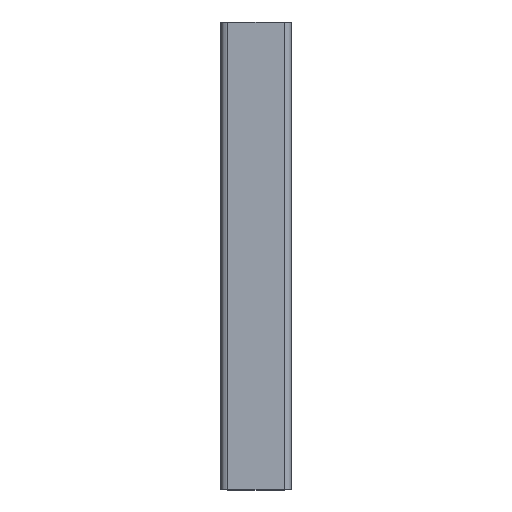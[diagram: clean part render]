
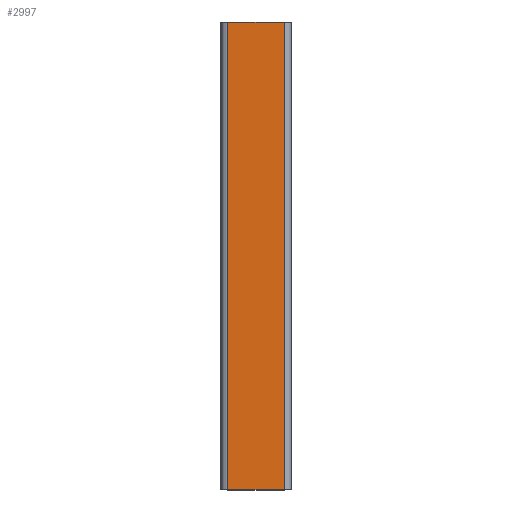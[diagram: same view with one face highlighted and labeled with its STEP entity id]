
A CAD part, top view. The second image highlights one B-rep face of the part: STEP entity #2997.
In plain terms, the highlighted planar face has unit normal (0, 0, 1).
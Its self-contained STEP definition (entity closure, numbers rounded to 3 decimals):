
#90=PLANE('',#3264);
#225=FACE_OUTER_BOUND('',#377,.T.);
#377=EDGE_LOOP('',(#2381,#2382,#2383,#2384));
#581=LINE('',#4690,#881);
#662=LINE('',#4933,#962);
#663=LINE('',#4935,#963);
#664=LINE('',#4936,#964);
#881=VECTOR('',#3778,200.);
#962=VECTOR('',#4033,24.);
#963=VECTOR('',#4034,200.);
#964=VECTOR('',#4035,24.);
#1331=VERTEX_POINT('',#4687);
#1332=VERTEX_POINT('',#4689);
#1407=VERTEX_POINT('',#4932);
#1408=VERTEX_POINT('',#4934);
#1696=EDGE_CURVE('',#1331,#1332,#581,.T.);
#1820=EDGE_CURVE('',#1331,#1407,#662,.T.);
#1821=EDGE_CURVE('',#1407,#1408,#663,.T.);
#1822=EDGE_CURVE('',#1332,#1408,#664,.T.);
#2381=ORIENTED_EDGE('',*,*,#1820,.T.);
#2382=ORIENTED_EDGE('',*,*,#1821,.T.);
#2383=ORIENTED_EDGE('',*,*,#1822,.F.);
#2384=ORIENTED_EDGE('',*,*,#1696,.F.);
#2997=ADVANCED_FACE('',(#225),#90,.T.);
#3264=AXIS2_PLACEMENT_3D('',#4931,#4031,#4032);
#3778=DIRECTION('',(0.,-1.,0.));
#4031=DIRECTION('center_axis',(0.,0.,1.));
#4032=DIRECTION('ref_axis',(1.,0.,0.));
#4033=DIRECTION('',(-1.,0.,0.));
#4034=DIRECTION('',(0.,-1.,0.));
#4035=DIRECTION('',(-1.,0.,0.));
#4687=CARTESIAN_POINT('',(12.,200.,15.));
#4689=CARTESIAN_POINT('',(12.,0.,15.));
#4690=CARTESIAN_POINT('',(12.,0.,15.));
#4931=CARTESIAN_POINT('Origin',(-12.,0.,15.));
#4932=CARTESIAN_POINT('',(-12.,200.,15.));
#4933=CARTESIAN_POINT('',(-6.,200.,15.));
#4934=CARTESIAN_POINT('',(-12.,0.,15.));
#4935=CARTESIAN_POINT('',(-12.,0.,15.));
#4936=CARTESIAN_POINT('',(-6.,0.,15.));
